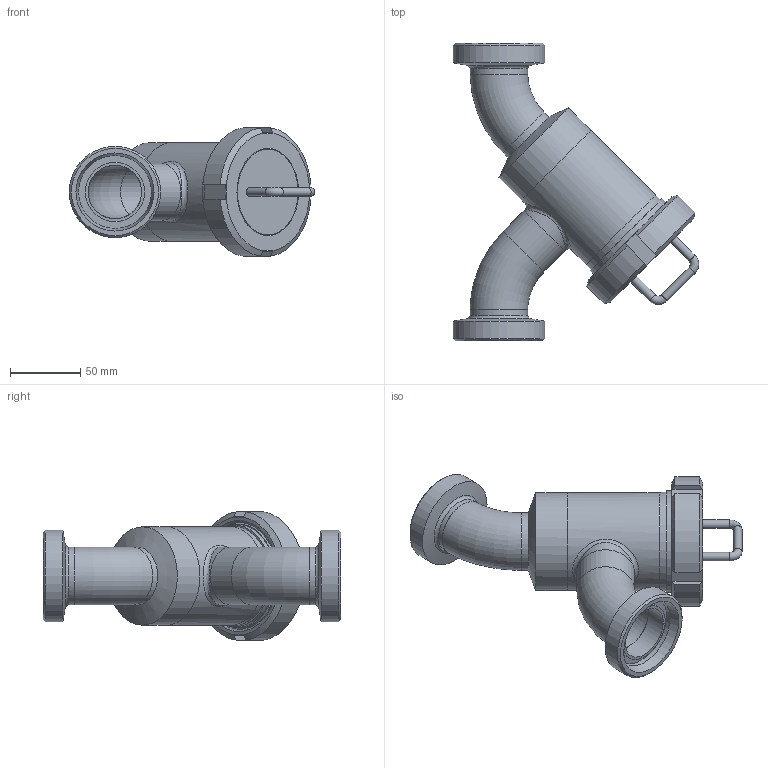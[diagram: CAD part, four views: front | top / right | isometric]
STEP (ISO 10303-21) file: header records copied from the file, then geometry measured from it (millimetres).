
FILE_DESCRIPTION(/* description */ (''),/* implementation_level */ '2;1');
FILE_NAME(/* name */ '60500040XX00.stp',/* time_stamp */ '2016-08-15T16:34:58+02:00',/* author */ ('mbohlen'),/* organization */ (''),/* preprocessor_version */ 'ST-DEVELOPER v15.6',/* originating_system */ 'Autodesk Inventor 2015',/* authorisation */ '');
FILE_SCHEMA (('AUTOMOTIVE_DESIGN { 1 0 10303 214 3 1 1 }'));
Length unit declared in the file: millimetre
Products named in the file (1): ENG-030614_Shrinkwrap_1
Bounding box: 174.58 x 211.71 x 91.45 mm (x, y, z)
Volume: 271617.3 mm3; surface area: 134067 mm2
Topology: 2 solids, 3 shells, 122 faces, 261 edges, 160 vertices
Faces by surface type: cylinder 42, plane 41, cone 29, torus 8, bspline 2
Full cylindrical faces by diameter (mm): 6 x3, 38 x6, 41 x6, 42 x2, 43.1 x1, 51.8 x2, 61 x1, 61.4 x1, 62 x2, 63 x1, 65 x2, 65.8 x2, 66 x3, 70 x3, 72.5 x1, 73 x1, 78.4 x1
Entity records: 3775 total; most frequent: CARTESIAN_POINT 1257, DIRECTION 506, ORIENTED_EDGE 376, AXIS2_PLACEMENT_3D 245, EDGE_LOOP 212, EDGE_CURVE 188, VERTEX_POINT 154, CIRCLE 124
